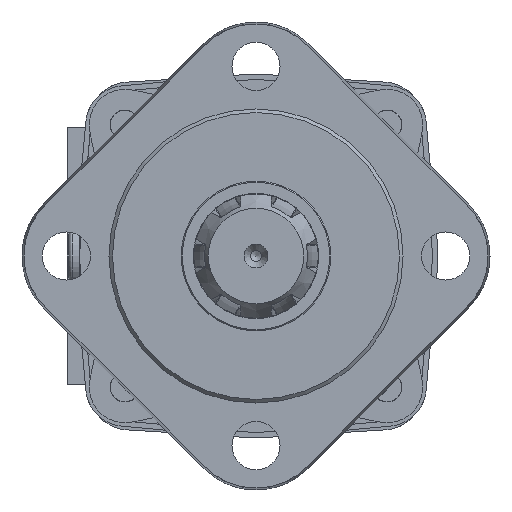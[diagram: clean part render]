
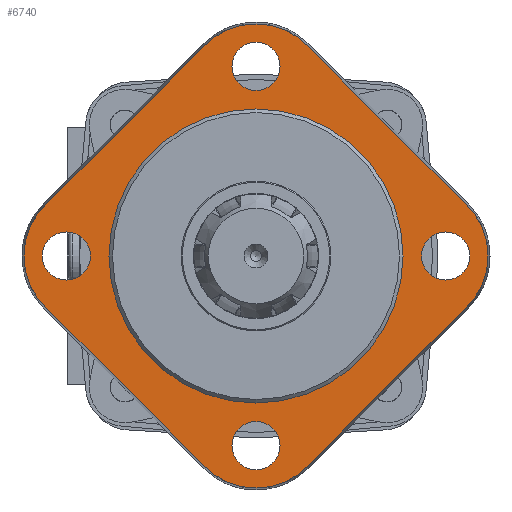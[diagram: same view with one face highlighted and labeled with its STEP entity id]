
A CAD part, left-side view. The second image highlights one B-rep face of the part: STEP entity #6740.
In plain terms, the highlighted planar face has unit normal (-1, 0, 0).
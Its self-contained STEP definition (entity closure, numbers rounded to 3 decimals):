
#269=PLANE('',#7533);
#874=LINE('',#11975,#1270);
#875=LINE('',#11982,#1271);
#877=LINE('',#11991,#1273);
#879=LINE('',#11995,#1275);
#881=LINE('',#12004,#1277);
#883=LINE('',#12018,#1279);
#885=LINE('',#12028,#1281);
#888=LINE('',#12050,#1284);
#889=LINE('',#12053,#1285);
#890=LINE('',#12055,#1286);
#891=LINE('',#12057,#1287);
#892=LINE('',#12059,#1288);
#1270=VECTOR('',#9288,1000.);
#1271=VECTOR('',#9291,1000.);
#1273=VECTOR('',#9295,1000.);
#1275=VECTOR('',#9299,1000.);
#1277=VECTOR('',#9303,1000.);
#1279=VECTOR('',#9307,1000.);
#1281=VECTOR('',#9311,1000.);
#1284=VECTOR('',#9316,1000.);
#1285=VECTOR('',#9321,1000.);
#1286=VECTOR('',#9324,1000.);
#1287=VECTOR('',#9327,1000.);
#1288=VECTOR('',#9330,1000.);
#2913=ORIENTED_EDGE('',*,*,#4053,.F.);
#2914=ORIENTED_EDGE('',*,*,#4052,.T.);
#2915=ORIENTED_EDGE('',*,*,#4054,.F.);
#2916=ORIENTED_EDGE('',*,*,#4031,.F.);
#2917=ORIENTED_EDGE('',*,*,#4055,.F.);
#2918=ORIENTED_EDGE('',*,*,#4029,.T.);
#2919=ORIENTED_EDGE('',*,*,#4056,.F.);
#2920=ORIENTED_EDGE('',*,*,#4034,.F.);
#2921=ORIENTED_EDGE('',*,*,#4057,.F.);
#2922=ORIENTED_EDGE('',*,*,#4036,.F.);
#2923=ORIENTED_EDGE('',*,*,#4058,.T.);
#2924=ORIENTED_EDGE('',*,*,#4043,.T.);
#2925=ORIENTED_EDGE('',*,*,#4059,.F.);
#2926=ORIENTED_EDGE('',*,*,#4039,.F.);
#2927=ORIENTED_EDGE('',*,*,#4060,.T.);
#2928=ORIENTED_EDGE('',*,*,#4046,.T.);
#2929=ORIENTED_EDGE('',*,*,#4061,.F.);
#2930=ORIENTED_EDGE('',*,*,#4062,.F.);
#2931=ORIENTED_EDGE('',*,*,#4063,.T.);
#2932=ORIENTED_EDGE('',*,*,#4064,.T.);
#2933=ORIENTED_EDGE('',*,*,#4065,.T.);
#4029=EDGE_CURVE('',#4743,#4744,#874,.T.);
#4031=EDGE_CURVE('',#4745,#4746,#875,.T.);
#4034=EDGE_CURVE('',#4747,#4748,#877,.T.);
#4036=EDGE_CURVE('',#4749,#4750,#879,.T.);
#4039=EDGE_CURVE('',#4751,#4752,#881,.T.);
#4043=EDGE_CURVE('',#4754,#4753,#883,.T.);
#4046=EDGE_CURVE('',#4757,#4755,#885,.T.);
#4052=EDGE_CURVE('',#4759,#4760,#888,.T.);
#4053=EDGE_CURVE('',#4759,#4755,#5120,.T.);
#4054=EDGE_CURVE('',#4746,#4760,#889,.T.);
#4055=EDGE_CURVE('',#4743,#4745,#5121,.T.);
#4056=EDGE_CURVE('',#4748,#4744,#890,.T.);
#4057=EDGE_CURVE('',#4750,#4747,#5122,.T.);
#4058=EDGE_CURVE('',#4749,#4754,#891,.T.);
#4059=EDGE_CURVE('',#4752,#4753,#5123,.T.);
#4060=EDGE_CURVE('',#4751,#4757,#892,.T.);
#4061=EDGE_CURVE('',#4761,#4761,#5124,.F.);
#4062=EDGE_CURVE('',#4762,#4762,#5125,.F.);
#4063=EDGE_CURVE('',#4763,#4763,#5126,.T.);
#4064=EDGE_CURVE('',#4764,#4764,#5127,.T.);
#4065=EDGE_CURVE('',#4765,#4765,#5128,.T.);
#4743=VERTEX_POINT('',#11972);
#4744=VERTEX_POINT('',#11974);
#4745=VERTEX_POINT('',#11981);
#4746=VERTEX_POINT('',#11983);
#4747=VERTEX_POINT('',#11990);
#4748=VERTEX_POINT('',#11992);
#4749=VERTEX_POINT('',#11996);
#4750=VERTEX_POINT('',#11997);
#4751=VERTEX_POINT('',#12005);
#4752=VERTEX_POINT('',#12006);
#4753=VERTEX_POINT('',#12017);
#4754=VERTEX_POINT('',#12019);
#4755=VERTEX_POINT('',#12026);
#4757=VERTEX_POINT('',#12029);
#4759=VERTEX_POINT('',#12042);
#4760=VERTEX_POINT('',#12049);
#4761=VERTEX_POINT('',#12061);
#4762=VERTEX_POINT('',#12063);
#4763=VERTEX_POINT('',#12065);
#4764=VERTEX_POINT('',#12067);
#4765=VERTEX_POINT('',#12069);
#5120=CIRCLE('',#7534,20.11);
#5121=CIRCLE('',#7535,20.11);
#5122=CIRCLE('',#7536,20.11);
#5123=CIRCLE('',#7537,20.11);
#5124=CIRCLE('',#7538,6.75);
#5125=CIRCLE('',#7539,41.25);
#5126=CIRCLE('',#7540,6.75);
#5127=CIRCLE('',#7541,6.75);
#5128=CIRCLE('',#7542,6.75);
#5604=EDGE_LOOP('',(#2913,#2914,#2915,#2916,#2917,#2918,#2919,#2920,#2921,
#2922,#2923,#2924,#2925,#2926,#2927,#2928));
#5605=EDGE_LOOP('',(#2929));
#5606=EDGE_LOOP('',(#2930));
#5607=EDGE_LOOP('',(#2931));
#5608=EDGE_LOOP('',(#2932));
#5609=EDGE_LOOP('',(#2933));
#6146=FACE_BOUND('',#5604,.T.);
#6147=FACE_BOUND('',#5605,.T.);
#6148=FACE_BOUND('',#5606,.T.);
#6149=FACE_BOUND('',#5607,.T.);
#6150=FACE_BOUND('',#5608,.T.);
#6151=FACE_BOUND('',#5609,.T.);
#6740=ADVANCED_FACE('',(#6146,#6147,#6148,#6149,#6150,#6151),#269,.F.);
#7533=AXIS2_PLACEMENT_3D('',#12051,#9317,#9318);
#7534=AXIS2_PLACEMENT_3D('',#12052,#9319,#9320);
#7535=AXIS2_PLACEMENT_3D('',#12054,#9322,#9323);
#7536=AXIS2_PLACEMENT_3D('',#12056,#9325,#9326);
#7537=AXIS2_PLACEMENT_3D('',#12058,#9328,#9329);
#7538=AXIS2_PLACEMENT_3D('',#12060,#9331,#9332);
#7539=AXIS2_PLACEMENT_3D('',#12062,#9333,#9334);
#7540=AXIS2_PLACEMENT_3D('',#12064,#9335,#9336);
#7541=AXIS2_PLACEMENT_3D('',#12066,#9337,#9338);
#7542=AXIS2_PLACEMENT_3D('',#12068,#9339,#9340);
#9288=DIRECTION('',(0.,-0.707,-0.707));
#9291=DIRECTION('',(0.,0.707,-0.707));
#9295=DIRECTION('',(0.,-0.707,-0.707));
#9299=DIRECTION('',(0.,0.707,-0.707));
#9303=DIRECTION('',(0.,-0.707,-0.707));
#9307=DIRECTION('',(0.,0.707,-0.707));
#9311=DIRECTION('',(0.,-0.707,-0.707));
#9316=DIRECTION('',(0.,0.707,-0.707));
#9317=DIRECTION('',(1.,0.,0.));
#9318=DIRECTION('',(0.,0.,-1.));
#9319=DIRECTION('',(1.,0.,0.));
#9320=DIRECTION('',(0.,0.,-1.));
#9321=DIRECTION('',(0.,0.707,0.707));
#9322=DIRECTION('',(1.,0.,0.));
#9323=DIRECTION('',(0.,0.,-1.));
#9324=DIRECTION('',(0.,0.707,-0.707));
#9325=DIRECTION('',(1.,0.,0.));
#9326=DIRECTION('',(0.,0.,-1.));
#9327=DIRECTION('',(0.,0.707,0.707));
#9328=DIRECTION('',(1.,0.,0.));
#9329=DIRECTION('',(0.,0.,-1.));
#9330=DIRECTION('',(0.,0.707,-0.707));
#9331=DIRECTION('',(1.,0.,0.));
#9332=DIRECTION('',(0.,0.,-1.));
#9333=DIRECTION('',(1.,0.,0.));
#9334=DIRECTION('',(0.,0.,-1.));
#9335=DIRECTION('',(1.,0.,0.));
#9336=DIRECTION('',(0.,0.,-1.));
#9337=DIRECTION('',(1.,0.,0.));
#9338=DIRECTION('',(0.,0.,-1.));
#9339=DIRECTION('',(1.,0.,0.));
#9340=DIRECTION('',(0.,0.,-1.));
#11972=CARTESIAN_POINT('',(0.,-14.22,-59.22));
#11974=CARTESIAN_POINT('',(0.,-14.22,-59.22));
#11975=CARTESIAN_POINT('',(0.,59.22,14.22));
#11981=CARTESIAN_POINT('',(0.,14.22,-59.22));
#11982=CARTESIAN_POINT('',(0.,-59.22,14.22));
#11983=CARTESIAN_POINT('',(0.,14.22,-59.22));
#11990=CARTESIAN_POINT('',(0.,-59.22,-14.22));
#11991=CARTESIAN_POINT('',(0.,14.22,59.22));
#11992=CARTESIAN_POINT('',(0.,-59.22,-14.22));
#11995=CARTESIAN_POINT('',(0.,-59.22,14.22));
#11996=CARTESIAN_POINT('',(0.,-59.22,14.22));
#11997=CARTESIAN_POINT('',(0.,-59.22,14.22));
#12004=CARTESIAN_POINT('',(0.,14.22,59.22));
#12005=CARTESIAN_POINT('',(0.,14.22,59.22));
#12006=CARTESIAN_POINT('',(0.,14.22,59.22));
#12017=CARTESIAN_POINT('',(0.,-14.22,59.22));
#12018=CARTESIAN_POINT('',(0.,-14.22,59.22));
#12019=CARTESIAN_POINT('',(0.,-14.22,59.22));
#12026=CARTESIAN_POINT('',(0.,59.22,14.22));
#12028=CARTESIAN_POINT('',(0.,59.22,14.22));
#12029=CARTESIAN_POINT('',(0.,59.22,14.22));
#12042=CARTESIAN_POINT('',(0.,59.22,-14.22));
#12049=CARTESIAN_POINT('',(0.,59.22,-14.22));
#12050=CARTESIAN_POINT('',(0.,-14.22,59.22));
#12051=CARTESIAN_POINT('',(0.,14.22,59.22));
#12052=CARTESIAN_POINT('',(0.,45.,0.));
#12053=CARTESIAN_POINT('',(0.,14.22,-59.22));
#12054=CARTESIAN_POINT('',(0.,0.,-45.));
#12055=CARTESIAN_POINT('',(0.,-59.22,-14.22));
#12056=CARTESIAN_POINT('',(0.,-45.,0.));
#12057=CARTESIAN_POINT('',(0.,-59.22,14.22));
#12058=CARTESIAN_POINT('',(0.,0.,45.));
#12059=CARTESIAN_POINT('',(0.,14.22,59.22));
#12060=CARTESIAN_POINT('',(0.,53.2,0.));
#12061=CARTESIAN_POINT('',(0.,53.2,-6.75));
#12062=CARTESIAN_POINT('',(0.,0.,0.));
#12063=CARTESIAN_POINT('',(0.,0.,-41.25));
#12064=CARTESIAN_POINT('',(0.,0.,53.2));
#12065=CARTESIAN_POINT('',(0.,0.,46.45));
#12066=CARTESIAN_POINT('',(0.,-53.2,0.));
#12067=CARTESIAN_POINT('',(0.,-53.2,-6.75));
#12068=CARTESIAN_POINT('',(0.,0.,-53.2));
#12069=CARTESIAN_POINT('',(0.,0.,
-59.95));
